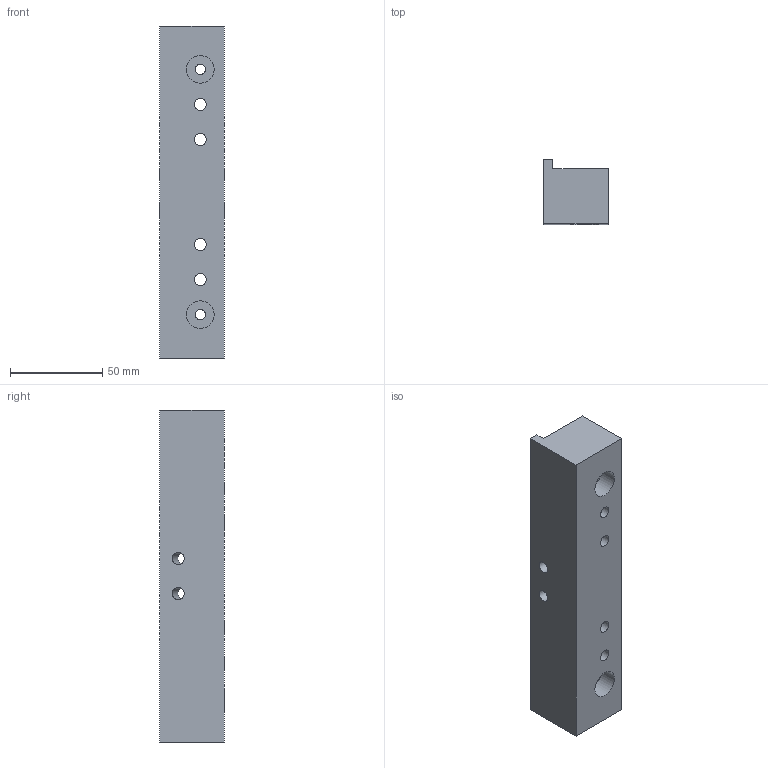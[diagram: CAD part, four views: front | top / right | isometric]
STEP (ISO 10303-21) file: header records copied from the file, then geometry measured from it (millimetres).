
FILE_DESCRIPTION(('FreeCAD Model'),'2;1');
FILE_NAME( 'gabarit_percage.step' ,'2020-05-01T12:55:45',('LEAU-MERCIER LUDOVIC'),('LPSC - CNRS'), 'Open CASCADE STEP processor 7.4','FreeCAD','Unknown');
FILE_SCHEMA(('AUTOMOTIVE_DESIGN { 1 0 10303 214 1 1 1 1 }'));
Length unit declared in the file: millimetre
Products named in the file (1): Cut001
Bounding box: 35 x 35 x 180 mm (x, y, z)
Volume: 182701.7 mm3; surface area: 32375.2 mm2
Topology: 1 solids, 1 shells, 20 faces, 48 edges, 32 vertices
Faces by surface type: plane 10, cylinder 10
Full cylindrical faces by diameter (mm): 5.5 x2, 6.5 x6, 15 x2
Entity records: 662 total; most frequent: DIRECTION 110, CARTESIAN_POINT 101, ORIENTED_EDGE 96, EDGE_CURVE 48, AXIS2_PLACEMENT_3D 41, FACE_BOUND 38, EDGE_LOOP 38, VERTEX_POINT 32
